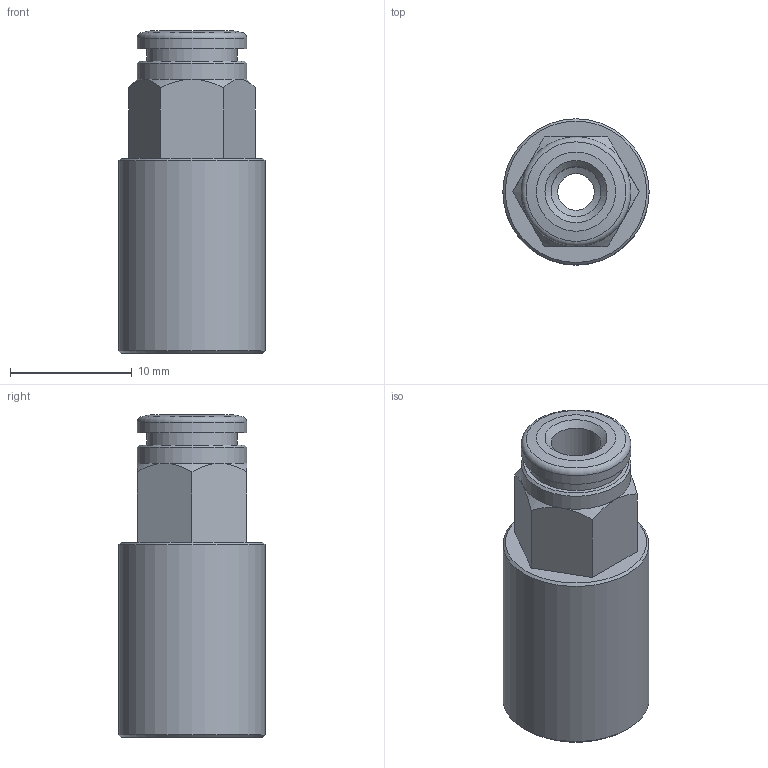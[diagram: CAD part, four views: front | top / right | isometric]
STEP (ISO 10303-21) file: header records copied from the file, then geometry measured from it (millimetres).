
FILE_DESCRIPTION(/* description */ (''),/* implementation_level */ '2;1');
FILE_NAME(/* name */ 'V200201_IPSO_02FKM_4_18_22.06.2015',/* time_stamp */ '2016-04-21T10:07:21+02:00',/* author */ (''),/* organization */ ('sopra-pneumatic'),/* preprocessor_version */ 'ST-DEVELOPER v14',/* originating_system */ 'HiCAD 2013 1802.4 Build 509',/* authorisation */ '');
FILE_SCHEMA (('AUTOMOTIVE_DESIGN { 1 0 10303 214 1 1 1 1 }'));
Length unit declared in the file: millimetre
Products named in the file (3): Root; DR4_NEU; R200201-i
Assembly tree (2 placements, depth 2):
  Root
    DR4_NEU
    R200201-i
Bounding box: 12 x 12 x 26.5 mm (x, y, z)
Volume: 1589.4 mm3; surface area: 1899 mm2
Topology: 2 solids, 2 shells, 44 faces, 91 edges, 54 vertices
Faces by surface type: cone 19, plane 13, cylinder 11, torus 1
Full cylindrical faces by diameter (mm): 3 x1, 4.1 x2, 6.4 x1, 7.3 x1, 7.4 x1, 7.6 x1, 8.566 x1, 9 x2, 12 x1
Entity records: 1671 total; most frequent: DIRECTION 206, CARTESIAN_POINT 158, PRESENTATION_STYLE_ASSIGNMENT 124, COLOUR_RGB 123, DRAUGHTING_PRE_DEFINED_CURVE_FONT 122, CURVE_STYLE 122, OVER_RIDING_STYLED_ITEM 122, ORIENTED_EDGE 122
